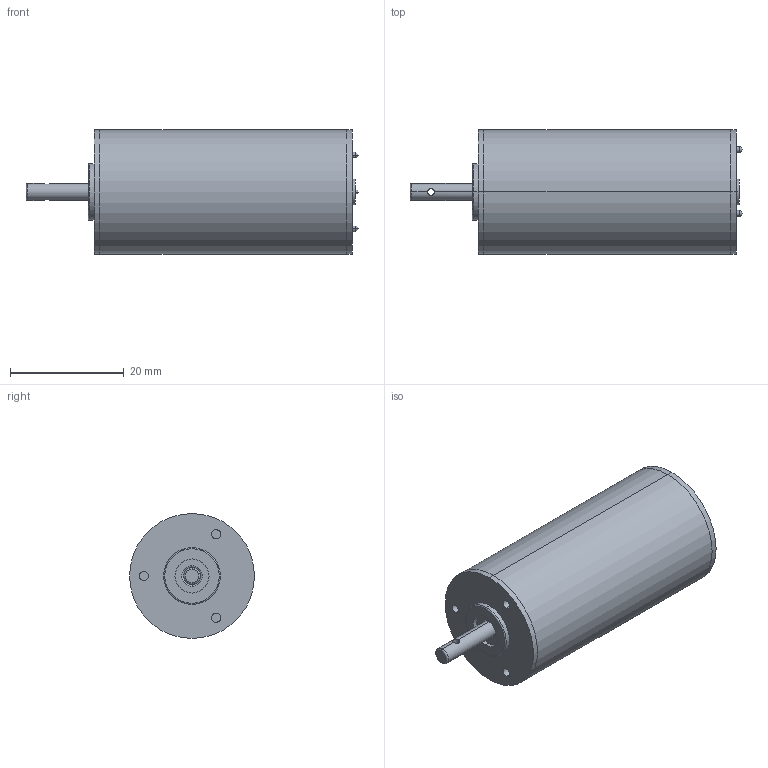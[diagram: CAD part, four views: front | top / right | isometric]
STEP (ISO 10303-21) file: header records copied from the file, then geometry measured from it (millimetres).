
FILE_DESCRIPTION (( 'STEP AP203' ), '1' );
FILE_NAME ('approval 104005007.STEP', '2025-07-15T01:39:09', ( 'China' ), ( 'Microsoft' ), 'SwSTEP 2.0', 'SolidWorks 2018', '' );
FILE_SCHEMA (( 'CONFIG_CONTROL_DESIGN' ));
Length unit declared in the file: millimetre
Products named in the file (1): approval 104005007
Bounding box: 58.5 x 22 x 22 mm (x, y, z)
Volume: 13658.3 mm3; surface area: 58104.5 mm2
Topology: 171 solids, 171 shells, 1226 faces, 2540 edges, 1674 vertices
Faces by surface type: cylinder 793, plane 391, torus 28, sphere 12, bspline 2
Entity records: 34865 total; most frequent: CARTESIAN_POINT 6719, DIRECTION 6630, ORIENTED_EDGE 5032, AXIS2_PLACEMENT_3D 2897, EDGE_CURVE 2516, CIRCLE 1672, VERTEX_POINT 1662, EDGE_LOOP 1594
